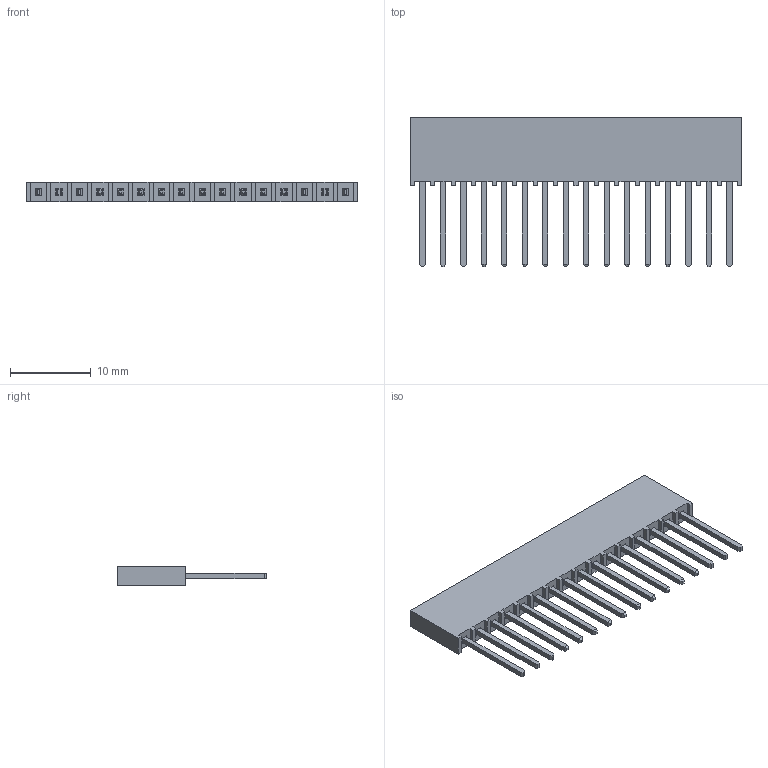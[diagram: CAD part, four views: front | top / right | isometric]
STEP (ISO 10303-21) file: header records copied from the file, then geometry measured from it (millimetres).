
FILE_DESCRIPTION(/* description */ ('STEP AP214'),/* implementation_level */ '2;1');
FILE_NAME(/* name */ 'SSQ-116-03-G-S',/* time_stamp */ '2025-01-04T04:30:38+01:00',/* author */ ('License CC BY-ND 4.0'),/* organization */ ('CADENAS'),/* preprocessor_version */ 'ST-DEVELOPER v19.3',/* originating_system */ 'PARTsolutions',/* authorisation */ ' ');
FILE_SCHEMA (('AUTOMOTIVE_DESIGN {1 0 10303 214 3 1 1}'));
Length unit declared in the file: inch
Products named in the file (3): SSQ-116-03-G-S; T1SSQ-116-03-G-S; P2SSQ-116-03-G-S
Assembly tree (2 placements, depth 2):
  SSQ-116-03-G-S
    T1SSQ-116-03-G-S
    P2SSQ-116-03-G-S
Bounding box: 41.15 x 18.52 x 2.41 mm (x, y, z)
Volume: 801.3 mm3; surface area: 1872.2 mm2
Topology: 2 solids, 2 shells, 272 faces, 756 edges, 504 vertices
Faces by surface type: plane 272
Entity records: 8662 total; most frequent: CARTESIAN_POINT 1535, ORIENTED_EDGE 1512, DIRECTION 1306, EDGE_CURVE 756, LINE 756, VECTOR 756, VERTEX_POINT 504, EDGE_LOOP 320
